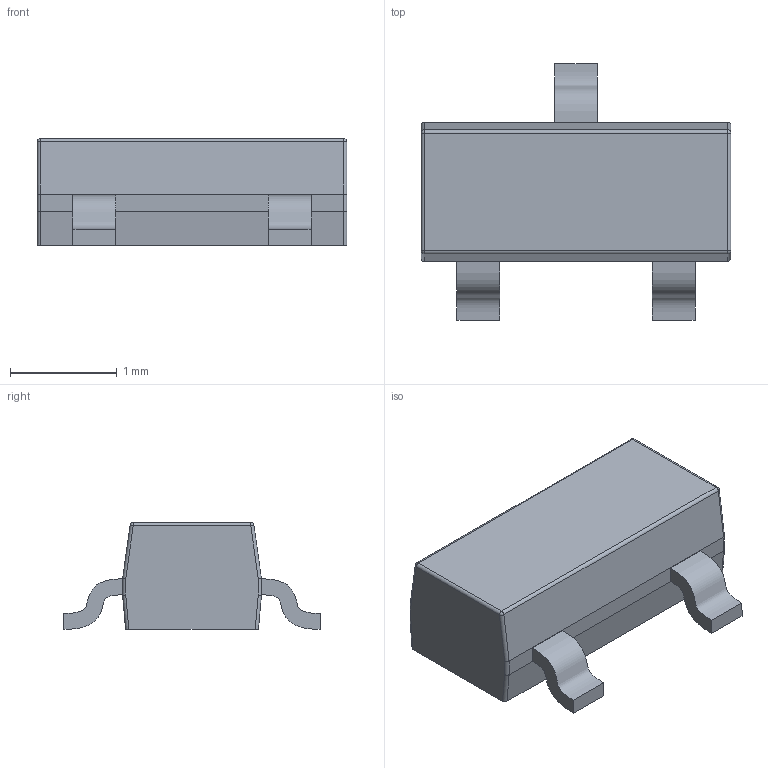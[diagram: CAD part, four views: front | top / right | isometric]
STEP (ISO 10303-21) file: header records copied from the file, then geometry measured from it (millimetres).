
FILE_DESCRIPTION (( 'STEP AP214' ), '1' );
FILE_NAME ('SOT23.STEP', '2023-06-14T20:38:05', ( 'user' ), ( '' ), 'SwSTEP 2.0', 'SolidWorks 2012', '' );
FILE_SCHEMA (( 'AUTOMOTIVE_DESIGN' ));
Length unit declared in the file: millimetre
Products named in the file (1): SOT23
Bounding box: 2.9 x 2.4 x 1 mm (x, y, z)
Volume: 3.8 mm3; surface area: 17.5 mm2
Topology: 1 solids, 1 shells, 45 faces, 100 edges, 60 vertices
Faces by surface type: plane 19, cylinder 16, bspline 6, sphere 4
Entity records: 2179 total; most frequent: CARTESIAN_POINT 728, ORIENTED_EDGE 200, DIRECTION 168, EDGE_CURVE 100, LINE 64, VECTOR 64, VERTEX_POINT 60, AXIS2_PLACEMENT_3D 52
